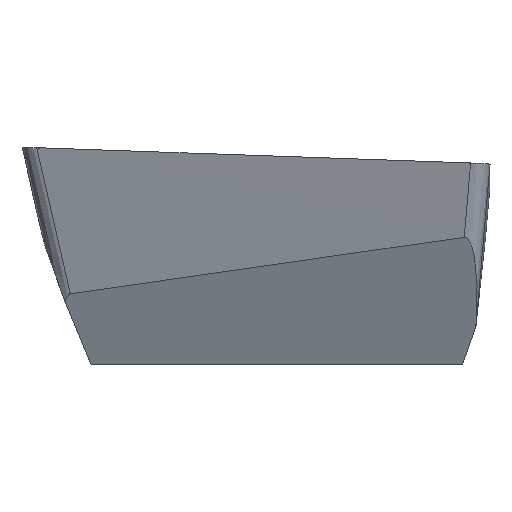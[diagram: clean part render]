
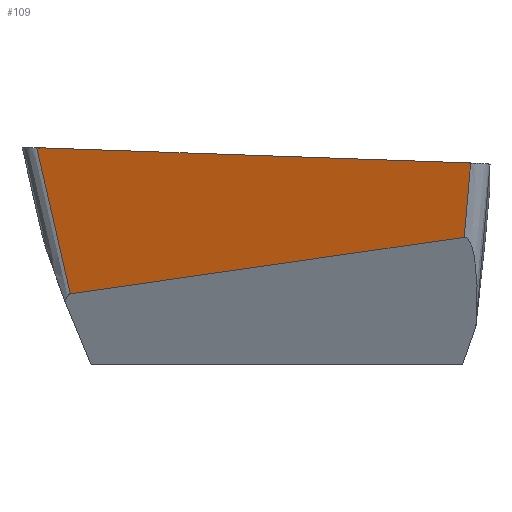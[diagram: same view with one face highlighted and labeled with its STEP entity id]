
A CAD part, left-side view. The second image highlights one B-rep face of the part: STEP entity #109.
In plain terms, the highlighted planar face has unit normal (-0.972, 0.14, -0.191).
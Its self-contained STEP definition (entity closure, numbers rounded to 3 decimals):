
#80=FACE_OUTER_BOUND('',#149,.T.);
#109=ADVANCED_FACE('',(#80),#120,.F.);
#120=PLANE('',#615);
#149=EDGE_LOOP('',(#275,#276,#277,#278));
#275=ORIENTED_EDGE('',*,*,#402,.F.);
#276=ORIENTED_EDGE('',*,*,#349,.F.);
#277=ORIENTED_EDGE('',*,*,#403,.F.);
#278=ORIENTED_EDGE('',*,*,#401,.F.);
#305=VERTEX_POINT('',#911);
#306=VERTEX_POINT('',#913);
#327=VERTEX_POINT('',#1522);
#334=VERTEX_POINT('',#1638);
#349=EDGE_CURVE('',#305,#306,#413,.T.);
#401=EDGE_CURVE('',#334,#327,#485,.T.);
#402=EDGE_CURVE('',#306,#334,#486,.T.);
#403=EDGE_CURVE('',#327,#305,#427,.T.);
#413=LINE('',#912,#436);
#427=LINE('',#1709,#450);
#436=VECTOR('',#642,1.);
#450=VECTOR('',#720,1.);
#485=B_SPLINE_CURVE_WITH_KNOTS('',3,(#1639,#1640,#1641,#1642,#1643,#1644,
#1645,#1646,#1647,#1648),.UNSPECIFIED.,.F.,.F.,(4,3,3,4),(0.,0.321,
0.66,1.),.UNSPECIFIED.);
#486=B_SPLINE_CURVE_WITH_KNOTS('',3,(#1705,#1706,#1707,#1708),
 .UNSPECIFIED.,.F.,.F.,(4,4),(0.,1.),.UNSPECIFIED.);
#615=AXIS2_PLACEMENT_3D('',#1710,#721,#722);
#642=DIRECTION('',(0.168,0.976,-0.14));
#720=DIRECTION('',(0.204,0.085,-0.975));
#721=DIRECTION('',(0.972,-0.14,0.191));
#722=DIRECTION('',(-0.189,0.027,0.982));
#911=CARTESIAN_POINT('',(-7.854,-4.12,-2.116));
#912=CARTESIAN_POINT('',(-6.112,6.019,-3.571));
#913=CARTESIAN_POINT('',(-6.267,5.116,-3.441));
#1522=CARTESIAN_POINT('',(-8.218,-4.271,-0.374));
#1638=CARTESIAN_POINT('',(-6.827,5.903,-0.015));
#1639=CARTESIAN_POINT('',(-6.827,5.903,-0.015));
#1640=CARTESIAN_POINT('',(-6.976,4.815,-0.053));
#1641=CARTESIAN_POINT('',(-7.125,3.727,-0.092));
#1642=CARTESIAN_POINT('',(-7.273,2.638,-0.13));
#1643=CARTESIAN_POINT('',(-7.431,1.487,-0.171));
#1644=CARTESIAN_POINT('',(-7.588,0.335,-0.211));
#1645=CARTESIAN_POINT('',(-7.746,-0.816,-0.252));
#1646=CARTESIAN_POINT('',(-7.903,-1.968,-0.292));
#1647=CARTESIAN_POINT('',(-8.061,-3.12,-0.333));
#1648=CARTESIAN_POINT('',(-8.218,-4.271,-0.374));
#1705=CARTESIAN_POINT('',(-6.268,5.116,-3.441));
#1706=CARTESIAN_POINT('',(-6.454,5.378,-2.299));
#1707=CARTESIAN_POINT('',(-6.64,5.64,-1.157));
#1708=CARTESIAN_POINT('',(-6.827,5.903,-0.015));
#1709=CARTESIAN_POINT('',(-8.218,-4.271,-0.374));
#1710=CARTESIAN_POINT('',(-6.61,7.435,0.));
